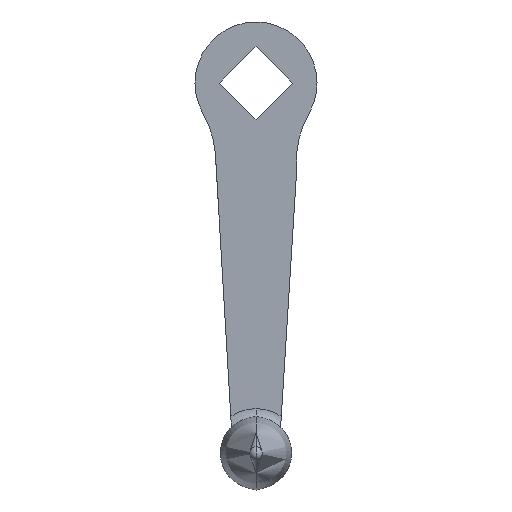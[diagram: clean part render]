
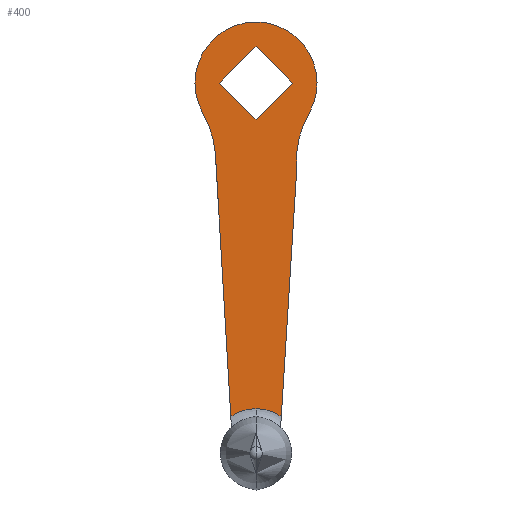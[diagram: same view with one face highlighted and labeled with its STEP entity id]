
A CAD part, front view. The second image highlights one B-rep face of the part: STEP entity #400.
In plain terms, the highlighted planar face has unit normal (0, -1, 0).
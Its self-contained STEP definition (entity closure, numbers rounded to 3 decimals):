
#194=EDGE_CURVE('',#278,#280,#530,.T.);
#212=VERTEX_POINT('',#550);
#232=VERTEX_POINT('',#572);
#248=VERTEX_POINT('',#593);
#252=EDGE_CURVE('',#248,#352,#598,.T.);
#264=VERTEX_POINT('',#610);
#272=EDGE_CURVE('',#232,#264,#618,.T.);
#278=VERTEX_POINT('',#624);
#280=VERTEX_POINT('',#626);
#316=EDGE_CURVE('',#212,#352,#666,.T.);
#352=VERTEX_POINT('',#708);
#368=EDGE_CURVE('',#232,#212,#729,.T.);
#382=EDGE_CURVE('',#280,#386,#744,.T.);
#386=VERTEX_POINT('',#748);
#400=ADVANCED_FACE('',(#765,#766),#767,.F.);
#468=EDGE_CURVE('',#386,#248,#841,.T.);
#470=EDGE_CURVE('',#488,#478,#843,.T.);
#472=EDGE_CURVE('',#478,#482,#845,.T.);
#476=EDGE_CURVE('',#482,#494,#849,.T.);
#478=VERTEX_POINT('',#851);
#482=VERTEX_POINT('',#856);
#486=EDGE_CURVE('',#494,#488,#860,.T.);
#488=VERTEX_POINT('',#862);
#494=VERTEX_POINT('',#868);
#500=EDGE_CURVE('',#264,#278,#874,.T.);
#530=CIRCLE('',#901,16.5);
#550=CARTESIAN_POINT('',(0.,-28.0,-88.0));
#572=CARTESIAN_POINT('',(-6.807,-28.0,-90.117));
#593=CARTESIAN_POINT('',(11.0,-28.0,-23.308));
#598=LINE('',#983,#984);
#610=CARTESIAN_POINT('',(-11.,-28.0,-18.85));
#618=LINE('',#1012,#1013);
#624=CARTESIAN_POINT('',(-14.328,-28.0,-8.184));
#626=CARTESIAN_POINT('',(-14.328,-28.0,8.184));
#666=CIRCLE('',#1078,12.0);
#708=CARTESIAN_POINT('',(6.825,-28.0,-90.13));
#729=CIRCLE('',#1175,12.0);
#744=CIRCLE('',#1195,16.5);
#748=CARTESIAN_POINT('',(14.328,-28.0,-8.184));
#765=FACE_OUTER_BOUND('',#1220,.T.);
#766=FACE_BOUND('',#1221,.T.);
#767=PLANE('',#1222);
#841=CIRCLE('',#1337,26.);
#843=LINE('',#1340,#1341);
#845=LINE('',#1344,#1345);
#849=LINE('',#1351,#1352);
#851=CARTESIAN_POINT('',(9.899,-28.0,0.));
#856=CARTESIAN_POINT('',(0.0,-28.0,9.899));
#860=LINE('',#1365,#1366);
#862=CARTESIAN_POINT('',(0.0,-28.0,-9.899));
#868=CARTESIAN_POINT('',(-9.899,-28.0,0.));
#874=CIRCLE('',#1382,26.);
#901=AXIS2_PLACEMENT_3D('',#1395,#1396,#1397);
#983=CARTESIAN_POINT('',(10.973,-28.0,-23.746));
#984=VECTOR('',#1487,1.0);
#1012=CARTESIAN_POINT('',(-8.595,-28.0,-59.733));
#1013=VECTOR('',#1499,1.0);
#1078=AXIS2_PLACEMENT_3D('',#1550,#1551,#1552);
#1175=AXIS2_PLACEMENT_3D('',#1658,#1659,#1660);
#1195=AXIS2_PLACEMENT_3D('',#1677,#1678,#1679);
#1220=EDGE_LOOP('',(#1709,#1710,#1711,#1712,#1713,#1714,#1715,#1716));
#1221=EDGE_LOOP('',(#1717,#1718,#1719,#1720));
#1222=AXIS2_PLACEMENT_3D('',#1721,#1722,#1723);
#1337=AXIS2_PLACEMENT_3D('',#1806,#1807,#1808);
#1340=CARTESIAN_POINT('',(1.55,-28.0,-8.35));
#1341=VECTOR('',#1809,1.0);
#1344=CARTESIAN_POINT('',(8.35,-28.0,1.55));
#1345=VECTOR('',#1810,1.0);
#1351=CARTESIAN_POINT('',(-13.3,-28.0,-3.4));
#1352=VECTOR('',#1814,1.0);
#1365=CARTESIAN_POINT('',(3.4,-28.0,-13.3));
#1366=VECTOR('',#1827,1.0);
#1382=AXIS2_PLACEMENT_3D('',#1831,#1832,#1833);
#1395=CARTESIAN_POINT('',(0.0,-28.0,0.));
#1396=DIRECTION('',(0.0,1.0,0.0));
#1397=DIRECTION('',(0.868,0.0,-0.496));
#1487=DIRECTION('',(-0.062,0.0,-0.998));
#1499=DIRECTION('',(-0.059,0.0,0.998));
#1550=CARTESIAN_POINT('',(0.,-28.0,-100.0));
#1551=DIRECTION('',(-0.0,1.0,0.0));
#1552=DIRECTION('',(0.,0.0,1.0));
#1658=CARTESIAN_POINT('',(0.,-28.0,-100.0));
#1659=DIRECTION('',(-0.0,1.0,0.0));
#1660=DIRECTION('',(0.,0.0,1.0));
#1677=CARTESIAN_POINT('',(0.0,-28.0,0.));
#1678=DIRECTION('',(0.0,1.0,0.0));
#1679=DIRECTION('',(0.868,0.0,-0.496));
#1709=ORIENTED_EDGE('',*,*,#272,.F.);
#1710=ORIENTED_EDGE('',*,*,#368,.T.);
#1711=ORIENTED_EDGE('',*,*,#316,.T.);
#1712=ORIENTED_EDGE('',*,*,#252,.F.);
#1713=ORIENTED_EDGE('',*,*,#468,.F.);
#1714=ORIENTED_EDGE('',*,*,#382,.F.);
#1715=ORIENTED_EDGE('',*,*,#194,.F.);
#1716=ORIENTED_EDGE('',*,*,#500,.F.);
#1717=ORIENTED_EDGE('',*,*,#486,.F.);
#1718=ORIENTED_EDGE('',*,*,#476,.F.);
#1719=ORIENTED_EDGE('',*,*,#472,.F.);
#1720=ORIENTED_EDGE('',*,*,#470,.F.);
#1721=CARTESIAN_POINT('',(0.,-28.0,-23.5));
#1722=DIRECTION('',(-0.0,1.0,0.0));
#1723=DIRECTION('',(0.,0.0,1.0));
#1806=CARTESIAN_POINT('',(36.904,-28.0,-21.079));
#1807=DIRECTION('',(0.0,-1.0,-0.0));
#1808=DIRECTION('',(-0.996,0.0,-0.086));
#1809=DIRECTION('',(0.707,0.0,0.707));
#1810=DIRECTION('',(-0.707,0.0,0.707));
#1814=DIRECTION('',(-0.707,0.0,-0.707));
#1827=DIRECTION('',(0.707,0.0,-0.707));
#1831=CARTESIAN_POINT('',(-36.904,-28.0,-21.079));
#1832=DIRECTION('',(0.0,-1.0,0.0));
#1833=DIRECTION('',(0.868,0.0,0.496));
